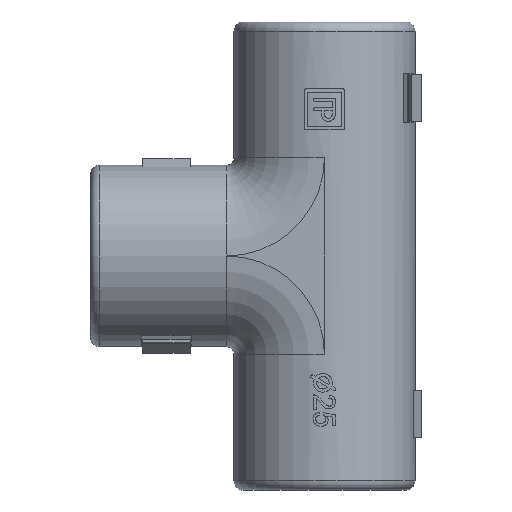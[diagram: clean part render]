
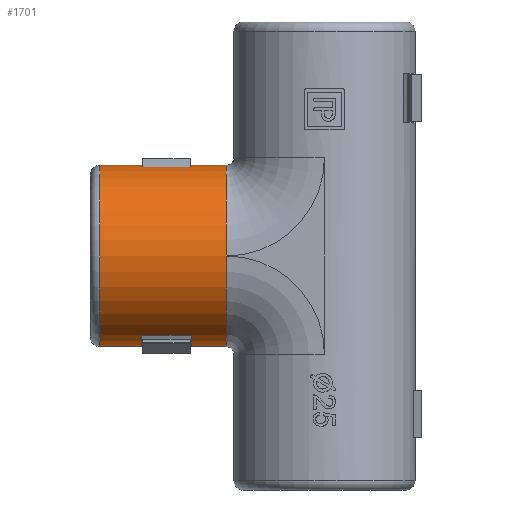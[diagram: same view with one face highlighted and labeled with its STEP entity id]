
A CAD part, left-side view. The second image highlights one B-rep face of the part: STEP entity #1701.
In plain terms, the highlighted cylindrical face has radius 14.5 mm (diameter 29 mm), a partial arc.
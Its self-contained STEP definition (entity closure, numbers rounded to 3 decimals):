
#1701=ADVANCED_FACE('',(#4851),#4853,.T.);
#4851=FACE_BOUND('',#4852,.T.);
#4852=EDGE_LOOP('',(#7474,#7475,#7476,#7477,#7478,#7479,#7480,#7481,#7482,#7483,
#7484,#7485,#7486));
#4853=CYLINDRICAL_SURFACE('',#4854,14.5);
#4854=AXIS2_PLACEMENT_3D('',#4855,#4856,#4857);
#4855=CARTESIAN_POINT('',(0.,37.5,0.));
#4856=DIRECTION('',(0.,-1.,0.));
#4857=DIRECTION('',(0.,0.,1.));
#7474=ORIENTED_EDGE('',*,*,#8764,.T.);
#7475=ORIENTED_EDGE('',*,*,#8765,.T.);
#7476=ORIENTED_EDGE('',*,*,#8754,.T.);
#7477=ORIENTED_EDGE('',*,*,#8766,.T.);
#7478=ORIENTED_EDGE('',*,*,#8767,.T.);
#7479=ORIENTED_EDGE('',*,*,#8768,.T.);
#7480=ORIENTED_EDGE('',*,*,#8757,.T.);
#7481=ORIENTED_EDGE('',*,*,#8769,.F.);
#7482=ORIENTED_EDGE('',*,*,#8770,.T.);
#7483=ORIENTED_EDGE('',*,*,#8741,.T.);
#7484=ORIENTED_EDGE('',*,*,#8771,.F.);
#7485=ORIENTED_EDGE('',*,*,#8772,.T.);
#7486=ORIENTED_EDGE('',*,*,#8773,.F.);
#8741=EDGE_CURVE('',#10050,#10048,#10051,.T.);
#8754=EDGE_CURVE('',#10061,#10071,#10073,.T.);
#8757=EDGE_CURVE('',#10077,#10075,#10078,.T.);
#8764=EDGE_CURVE('',#10090,#10091,#10092,.T.);
#8765=EDGE_CURVE('',#10091,#10061,#10093,.T.);
#8766=EDGE_CURVE('',#10071,#10094,#10095,.T.);
#8767=EDGE_CURVE('',#10094,#10096,#10097,.T.);
#8768=EDGE_CURVE('',#10096,#10077,#10098,.T.);
#8769=EDGE_CURVE('',#10099,#10075,#10100,.T.);
#8770=EDGE_CURVE('',#10099,#10050,#10101,.T.);
#8771=EDGE_CURVE('',#10102,#10048,#10103,.T.);
#8772=EDGE_CURVE('',#10102,#10104,#10105,.T.);
#8773=EDGE_CURVE('',#10090,#10104,#10106,.T.);
#10048=VERTEX_POINT('',#15246);
#10050=VERTEX_POINT('',#15250);
#10051=LINE('',#15251,#15252);
#10061=VERTEX_POINT('',#15277);
#10071=VERTEX_POINT('',#15299);
#10073=LINE('',#15303,#15304);
#10075=VERTEX_POINT('',#15310);
#10077=VERTEX_POINT('',#15315);
#10078=LINE('',#15316,#15317);
#10090=VERTEX_POINT('',#15343);
#10091=VERTEX_POINT('',#15344);
#10092=LINE('',#15345,#15346);
#10093=CIRCLE('',#15348,14.5);
#10094=VERTEX_POINT('',#15352);
#10095=CIRCLE('',#15353,14.5);
#10096=VERTEX_POINT('',#15357);
#10097=LINE('',#15358,#15359);
#10098=CIRCLE('',#15361,14.5);
#10099=VERTEX_POINT('',#15365);
#10100=CIRCLE('',#15366,14.5);
#10101=CIRCLE('',#15370,14.5);
#10102=VERTEX_POINT('',#15374);
#10103=CIRCLE('',#15375,14.5);
#10104=VERTEX_POINT('',#15379);
#10105=LINE('',#15380,#15381);
#10106=CIRCLE('',#15383,14.5);
#15246=CARTESIAN_POINT('',(0.,21.5,14.5));
#15250=CARTESIAN_POINT('',(0.,15.75,14.5));
#15251=CARTESIAN_POINT('',(0.,15.75,14.5));
#15252=VECTOR('',#15253,1.);
#15253=DIRECTION('',(0.,1.,0.));
#15277=CARTESIAN_POINT('',(0.,36.,-14.5));
#15299=CARTESIAN_POINT('',(0.,29.3,-14.5));
#15303=CARTESIAN_POINT('',(0.,36.,-14.5));
#15304=VECTOR('',#15305,1.);
#15305=DIRECTION('',(0.,-1.,0.));
#15310=CARTESIAN_POINT('',(0.,15.75,-14.5));
#15315=CARTESIAN_POINT('',(0.,21.3,-14.5));
#15316=CARTESIAN_POINT('',(0.,21.3,-14.5));
#15317=VECTOR('',#15318,1.);
#15318=DIRECTION('',(0.,-1.,0.));
#15343=CARTESIAN_POINT('',(0.,29.1,14.5));
#15344=CARTESIAN_POINT('',(0.,36.,14.5));
#15345=CARTESIAN_POINT('',(0.,29.1,14.5));
#15346=VECTOR('',#15347,1.);
#15347=DIRECTION('',(0.,1.,0.));
#15348=AXIS2_PLACEMENT_3D('',#15349,#15350,#15351);
#15349=CARTESIAN_POINT('',(0.,36.,0.));
#15350=DIRECTION('',(0.,-1.,0.));
#15351=DIRECTION('',(0.,0.,1.));
#15352=CARTESIAN_POINT('',(-7.023,29.3,-12.686));
#15353=AXIS2_PLACEMENT_3D('',#15354,#15355,#15356);
#15354=CARTESIAN_POINT('',(0.,29.3,0.));
#15355=DIRECTION('',(0.,1.,0.));
#15356=DIRECTION('',(0.,0.,-1.));
#15357=CARTESIAN_POINT('',(-7.023,21.3,-12.686));
#15358=CARTESIAN_POINT('',(-7.023,29.3,-12.686));
#15359=VECTOR('',#15360,1.);
#15360=DIRECTION('',(0.,-1.,0.));
#15361=AXIS2_PLACEMENT_3D('',#15362,#15363,#15364);
#15362=CARTESIAN_POINT('',(0.,21.3,0.));
#15363=DIRECTION('',(0.,-1.,-0.));
#15364=DIRECTION('',(-0.484,0.,-0.875));
#15365=CARTESIAN_POINT('',(-14.5,15.75,0.));
#15366=AXIS2_PLACEMENT_3D('',#15367,#15368,#15369);
#15367=CARTESIAN_POINT('',(0.,15.75,0.));
#15368=DIRECTION('',(0.,-1.,0.));
#15369=DIRECTION('',(-1.,0.,0.));
#15370=AXIS2_PLACEMENT_3D('',#15371,#15372,#15373);
#15371=CARTESIAN_POINT('',(0.,15.75,0.));
#15372=DIRECTION('',(-0.,1.,-0.));
#15373=DIRECTION('',(-1.,0.,0.));
#15374=CARTESIAN_POINT('',(-2.8,21.5,14.227));
#15375=AXIS2_PLACEMENT_3D('',#15376,#15377,#15378);
#15376=CARTESIAN_POINT('',(0.,21.5,0.));
#15377=DIRECTION('',(0.,1.,0.));
#15378=DIRECTION('',(-0.193,0.,0.981));
#15379=CARTESIAN_POINT('',(-2.8,29.1,14.227));
#15380=CARTESIAN_POINT('',(-2.8,21.5,14.227));
#15381=VECTOR('',#15382,1.);
#15382=DIRECTION('',(0.,1.,0.));
#15383=AXIS2_PLACEMENT_3D('',#15384,#15385,#15386);
#15384=CARTESIAN_POINT('',(0.,29.1,0.));
#15385=DIRECTION('',(0.,-1.,0.));
#15386=DIRECTION('',(0.,0.,1.));
